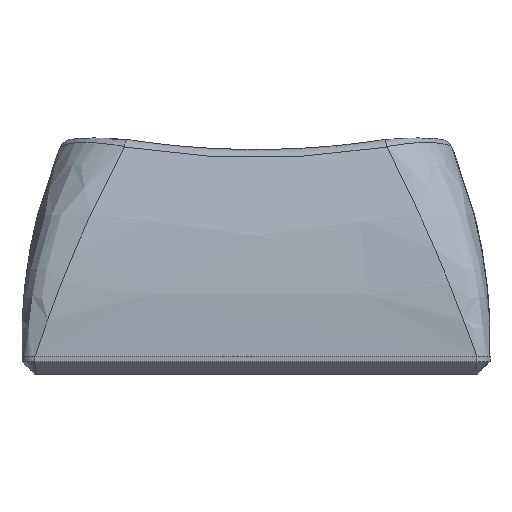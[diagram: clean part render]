
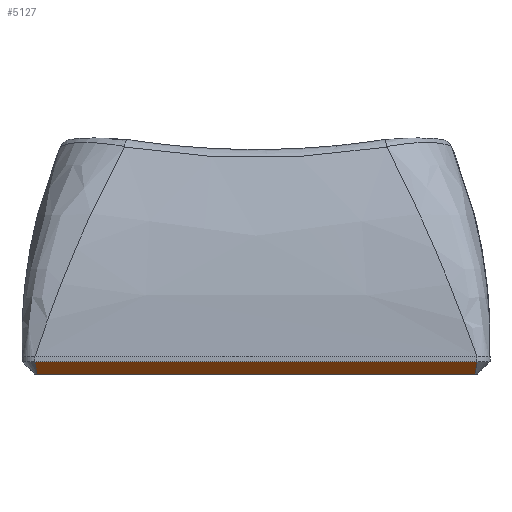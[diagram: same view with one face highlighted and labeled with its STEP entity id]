
A CAD part, front view. The second image highlights one B-rep face of the part: STEP entity #5127.
In plain terms, the highlighted planar face has unit normal (0, -0.707, -0.707).
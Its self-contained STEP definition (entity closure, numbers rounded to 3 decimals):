
#720 = PLANE('',#721);
#721 = AXIS2_PLACEMENT_3D('',#722,#723,#724);
#722 = CARTESIAN_POINT('',(-8.5,-9.,0.672));
#723 = DIRECTION('',(0.,-1.,0.));
#724 = DIRECTION('',(1.,0.,0.));
#1973 = VERTEX_POINT('',#1974);
#1974 = CARTESIAN_POINT('',(-8.5,-9.,0.48));
#2000 = EDGE_CURVE('',#1973,#2001,#2003,.T.);
#2001 = VERTEX_POINT('',#2002);
#2002 = CARTESIAN_POINT('',(8.5,-9.,0.48));
#2003 = SURFACE_CURVE('',#2004,(#2008,#2015),.PCURVE_S1.);
#2004 = LINE('',#2005,#2006);
#2005 = CARTESIAN_POINT('',(-8.5,-9.,0.48));
#2006 = VECTOR('',#2007,1.);
#2007 = DIRECTION('',(1.,0.,0.));
#2008 = PCURVE('',#720,#2009);
#2009 = DEFINITIONAL_REPRESENTATION('',(#2010),#2014);
#2010 = LINE('',#2011,#2012);
#2011 = CARTESIAN_POINT('',(0.,-0.192));
#2012 = VECTOR('',#2013,1.);
#2013 = DIRECTION('',(1.,0.));
#2014 = ( GEOMETRIC_REPRESENTATION_CONTEXT(2) 
PARAMETRIC_REPRESENTATION_CONTEXT() REPRESENTATION_CONTEXT('2D SPACE',''
  ) );
#2015 = PCURVE('',#2016,#2021);
#2016 = PLANE('',#2017);
#2017 = AXIS2_PLACEMENT_3D('',#2018,#2019,#2020);
#2018 = CARTESIAN_POINT('',(-8.5,-8.76,0.24));
#2019 = DIRECTION('',(0.,0.707,0.707)
  );
#2020 = DIRECTION('',(1.,0.,0.));
#2021 = DEFINITIONAL_REPRESENTATION('',(#2022),#2026);
#2022 = LINE('',#2023,#2024);
#2023 = CARTESIAN_POINT('',(0.,-0.339));
#2024 = VECTOR('',#2025,1.);
#2025 = DIRECTION('',(1.,0.));
#2026 = ( GEOMETRIC_REPRESENTATION_CONTEXT(2) 
PARAMETRIC_REPRESENTATION_CONTEXT() REPRESENTATION_CONTEXT('2D SPACE',''
  ) );
#3188 = CONICAL_SURFACE('',#3189,0.7,0.785);
#3189 = AXIS2_PLACEMENT_3D('',#3190,#3191,#3192);
#3190 = CARTESIAN_POINT('',(8.323,-8.323,0.48));
#3191 = DIRECTION('',(-0.,-0.,1.));
#3192 = DIRECTION('',(0.967,-0.253,0.));
#5127 = ADVANCED_FACE('',(#5128),#2016,.F.);
#5128 = FACE_BOUND('',#5129,.F.);
#5129 = EDGE_LOOP('',(#5130,#5165,#5166,#5196));
#5130 = ORIENTED_EDGE('',*,*,#5131,.F.);
#5131 = EDGE_CURVE('',#1973,#5132,#5134,.T.);
#5132 = VERTEX_POINT('',#5133);
#5133 = CARTESIAN_POINT('',(-8.42,-8.52,0.));
#5134 = SURFACE_CURVE('',#5135,(#5140,#5147),.PCURVE_S1.);
#5135 = PARABOLA('',#5136,0.008);
#5136 = AXIS2_PLACEMENT_3D('',#5137,#5138,#5139);
#5137 = CARTESIAN_POINT('',(-8.323,-8.311,
    -0.209));
#5138 = DIRECTION('',(0.,0.707,0.707)
  );
#5139 = DIRECTION('',(0.,-0.707,0.707)
  );
#5140 = PCURVE('',#2016,#5141);
#5141 = DEFINITIONAL_REPRESENTATION('',(#5142),#5146);
#5142 = B_SPLINE_CURVE_WITH_KNOTS('',2,(#5143,#5144,#5145),
  .UNSPECIFIED.,.F.,.F.,(3,3),(-0.177,-0.098),
  .PIECEWISE_BEZIER_KNOTS.);
#5143 = CARTESIAN_POINT('',(0.,-0.339));
#5144 = CARTESIAN_POINT('',(0.04,0.098));
#5145 = CARTESIAN_POINT('',(0.08,0.339));
#5146 = ( GEOMETRIC_REPRESENTATION_CONTEXT(2) 
PARAMETRIC_REPRESENTATION_CONTEXT() REPRESENTATION_CONTEXT('2D SPACE',''
  ) );
#5147 = PCURVE('',#5148,#5153);
#5148 = CONICAL_SURFACE('',#5149,0.7,0.785);
#5149 = AXIS2_PLACEMENT_3D('',#5150,#5151,#5152);
#5150 = CARTESIAN_POINT('',(-8.323,-8.323,0.48));
#5151 = DIRECTION('',(-0.,-0.,1.));
#5152 = DIRECTION('',(-0.253,-0.967,-0.));
#5153 = DEFINITIONAL_REPRESENTATION('',(#5154),#5164);
#5154 = B_SPLINE_CURVE_WITH_KNOTS('',8,(#5155,#5156,#5157,#5158,#5159,
    #5160,#5161,#5162,#5163),.UNSPECIFIED.,.F.,.F.,(9,9),(
    -0.177,-0.098),.PIECEWISE_BEZIER_KNOTS.);
#5155 = CARTESIAN_POINT('',(0.,0.));
#5156 = CARTESIAN_POINT('',(-0.014,-0.077));
#5157 = CARTESIAN_POINT('',(-0.03,-0.15));
#5158 = CARTESIAN_POINT('',(-0.048,-0.217));
#5159 = CARTESIAN_POINT('',(-0.069,-0.28));
#5160 = CARTESIAN_POINT('',(-0.094,-0.337));
#5161 = CARTESIAN_POINT('',(-0.123,-0.39));
#5162 = CARTESIAN_POINT('',(-0.158,-0.437));
#5163 = CARTESIAN_POINT('',(-0.203,-0.48));
#5164 = ( GEOMETRIC_REPRESENTATION_CONTEXT(2) 
PARAMETRIC_REPRESENTATION_CONTEXT() REPRESENTATION_CONTEXT('2D SPACE',''
  ) );
#5165 = ORIENTED_EDGE('',*,*,#2000,.T.);
#5166 = ORIENTED_EDGE('',*,*,#5167,.T.);
#5167 = EDGE_CURVE('',#2001,#5168,#5170,.T.);
#5168 = VERTEX_POINT('',#5169);
#5169 = CARTESIAN_POINT('',(8.42,-8.52,0.));
#5170 = SURFACE_CURVE('',#5171,(#5176,#5183),.PCURVE_S1.);
#5171 = PARABOLA('',#5172,0.008);
#5172 = AXIS2_PLACEMENT_3D('',#5173,#5174,#5175);
#5173 = CARTESIAN_POINT('',(8.323,-8.311,
    -0.209));
#5174 = DIRECTION('',(0.,-0.707,-0.707
    ));
#5175 = DIRECTION('',(0.,-0.707,0.707)
  );
#5176 = PCURVE('',#2016,#5177);
#5177 = DEFINITIONAL_REPRESENTATION('',(#5178),#5182);
#5178 = B_SPLINE_CURVE_WITH_KNOTS('',2,(#5179,#5180,#5181),
  .UNSPECIFIED.,.F.,.F.,(3,3),(-0.177,-0.098),
  .PIECEWISE_BEZIER_KNOTS.);
#5179 = CARTESIAN_POINT('',(17.,-0.339));
#5180 = CARTESIAN_POINT('',(16.96,0.098));
#5181 = CARTESIAN_POINT('',(16.92,0.339));
#5182 = ( GEOMETRIC_REPRESENTATION_CONTEXT(2) 
PARAMETRIC_REPRESENTATION_CONTEXT() REPRESENTATION_CONTEXT('2D SPACE',''
  ) );
#5183 = PCURVE('',#3188,#5184);
#5184 = DEFINITIONAL_REPRESENTATION('',(#5185),#5195);
#5185 = B_SPLINE_CURVE_WITH_KNOTS('',8,(#5186,#5187,#5188,#5189,#5190,
    #5191,#5192,#5193,#5194),.UNSPECIFIED.,.F.,.F.,(9,9),(
    -0.177,-0.098),.PIECEWISE_BEZIER_KNOTS.);
#5186 = CARTESIAN_POINT('',(-1.059,0.));
#5187 = CARTESIAN_POINT('',(-1.045,-0.077));
#5188 = CARTESIAN_POINT('',(-1.029,-0.15));
#5189 = CARTESIAN_POINT('',(-1.01,-0.217));
#5190 = CARTESIAN_POINT('',(-0.99,-0.28));
#5191 = CARTESIAN_POINT('',(-0.965,-0.337));
#5192 = CARTESIAN_POINT('',(-0.936,-0.39));
#5193 = CARTESIAN_POINT('',(-0.901,-0.437));
#5194 = CARTESIAN_POINT('',(-0.856,-0.48));
#5195 = ( GEOMETRIC_REPRESENTATION_CONTEXT(2) 
PARAMETRIC_REPRESENTATION_CONTEXT() REPRESENTATION_CONTEXT('2D SPACE',''
  ) );
#5196 = ORIENTED_EDGE('',*,*,#5197,.F.);
#5197 = EDGE_CURVE('',#5132,#5168,#5198,.T.);
#5198 = SURFACE_CURVE('',#5199,(#5203,#5210),.PCURVE_S1.);
#5199 = LINE('',#5200,#5201);
#5200 = CARTESIAN_POINT('',(-8.5,-8.52,0.));
#5201 = VECTOR('',#5202,1.);
#5202 = DIRECTION('',(1.,0.,0.));
#5203 = PCURVE('',#2016,#5204);
#5204 = DEFINITIONAL_REPRESENTATION('',(#5205),#5209);
#5205 = LINE('',#5206,#5207);
#5206 = CARTESIAN_POINT('',(0.,0.339));
#5207 = VECTOR('',#5208,1.);
#5208 = DIRECTION('',(1.,0.));
#5209 = ( GEOMETRIC_REPRESENTATION_CONTEXT(2) 
PARAMETRIC_REPRESENTATION_CONTEXT() REPRESENTATION_CONTEXT('2D SPACE',''
  ) );
#5210 = PCURVE('',#5211,#5216);
#5211 = PLANE('',#5212);
#5212 = AXIS2_PLACEMENT_3D('',#5213,#5214,#5215);
#5213 = CARTESIAN_POINT('',(8.5,9.,0.));
#5214 = DIRECTION('',(0.,0.,-1.));
#5215 = DIRECTION('',(-1.,0.,0.));
#5216 = DEFINITIONAL_REPRESENTATION('',(#5217),#5221);
#5217 = LINE('',#5218,#5219);
#5218 = CARTESIAN_POINT('',(17.,-17.52));
#5219 = VECTOR('',#5220,1.);
#5220 = DIRECTION('',(-1.,0.));
#5221 = ( GEOMETRIC_REPRESENTATION_CONTEXT(2) 
PARAMETRIC_REPRESENTATION_CONTEXT() REPRESENTATION_CONTEXT('2D SPACE',''
  ) );
